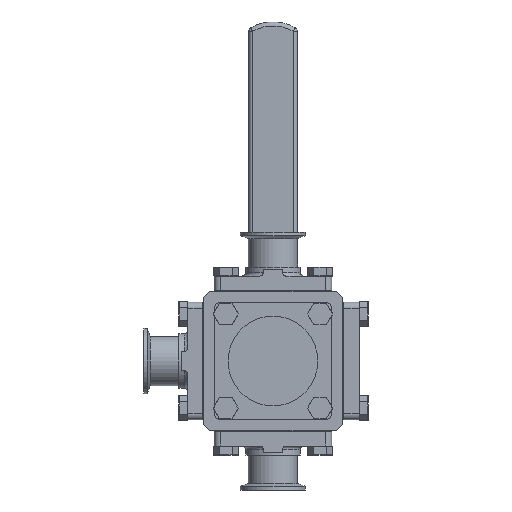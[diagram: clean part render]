
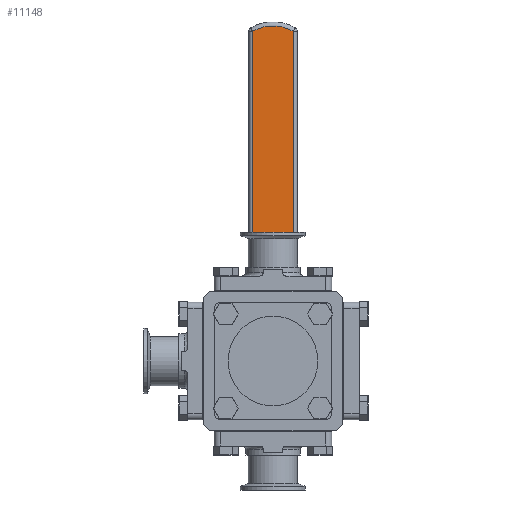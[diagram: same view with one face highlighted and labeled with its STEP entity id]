
A CAD part, front view. The second image highlights one B-rep face of the part: STEP entity #11148.
In plain terms, the highlighted planar face has unit normal (0, -1, 0).
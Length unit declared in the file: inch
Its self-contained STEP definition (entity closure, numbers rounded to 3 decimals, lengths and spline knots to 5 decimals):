
#777 = EDGE_CURVE ( 'NONE', #8617, #21510, #27482, .T. ) ;
#1957 = VECTOR ( 'NONE', #25400, 39.37008 ) ;
#2698 = DIRECTION ( 'NONE',  ( -1., 0., 0. ) ) ;
#3249 = ORIENTED_EDGE ( 'NONE', *, *, #777, .T. ) ;
#3727 = CARTESIAN_POINT ( 'NONE',  ( 0.61726, 5.605, 3.51446 ) ) ;
#3803 = ORIENTED_EDGE ( 'NONE', *, *, #7799, .T. ) ;
#3895 = ORIENTED_EDGE ( 'NONE', *, *, #4928, .T. ) ;
#4020 = ORIENTED_EDGE ( 'NONE', *, *, #13781, .F. ) ;
#4928 = EDGE_CURVE ( 'NONE', #24036, #17630, #19339, .T. ) ;
#6988 = CARTESIAN_POINT ( 'NONE',  ( -0.74226, 5.605, 3.51446 ) ) ;
#7468 = CARTESIAN_POINT ( 'NONE',  ( -0.61726, 5.605, 10.05902 ) ) ;
#7799 = EDGE_CURVE ( 'NONE', #17630, #8617, #8706, .T. ) ;
#8617 = VERTEX_POINT ( 'NONE', #7468 ) ;
#8706 = CIRCLE ( 'NONE', #27279, 1.2275 ) ;
#9656 = LINE ( 'NONE', #6988, #18935 ) ;
#11148 = ADVANCED_FACE ( 'NONE', ( #15776 ), #20414, .F. ) ;
#11569 = DIRECTION ( 'NONE',  ( -1., 0., 0. ) ) ;
#11951 = VECTOR ( 'NONE', #21751, 39.37008 ) ;
#12960 = CARTESIAN_POINT ( 'NONE',  ( 0.61726, 5.605, 10.05902 ) ) ;
#13781 = EDGE_CURVE ( 'NONE', #24036, #21510, #9656, .T. ) ;
#15776 = FACE_OUTER_BOUND ( 'NONE', #26446, .T. ) ;
#16424 = CARTESIAN_POINT ( 'NONE',  ( -0.61726, 5.605, 3.51446 ) ) ;
#17630 = VERTEX_POINT ( 'NONE', #12960 ) ;
#17743 = AXIS2_PLACEMENT_3D ( 'NONE', #18630, #18769, #19071 ) ;
#18630 = CARTESIAN_POINT ( 'NONE',  ( 0., 5.605, 8.99801 ) ) ;
#18769 = DIRECTION ( 'NONE',  ( 0., 1., 0. ) ) ;
#18935 = VECTOR ( 'NONE', #11569, 39.37008 ) ;
#19071 = DIRECTION ( 'NONE',  ( -1., 0., 0. ) ) ;
#19339 = LINE ( 'NONE', #26204, #11951 ) ;
#20414 = PLANE ( 'NONE',  #17743 ) ;
#21510 = VERTEX_POINT ( 'NONE', #28801 ) ;
#21751 = DIRECTION ( 'NONE',  ( 0., 0., 1. ) ) ;
#23421 = DIRECTION ( 'NONE',  ( 0., -1., 0. ) ) ;
#24036 = VERTEX_POINT ( 'NONE', #3727 ) ;
#25096 = CARTESIAN_POINT ( 'NONE',  ( 0., 5.605, 8.99801 ) ) ;
#25400 = DIRECTION ( 'NONE',  ( 0., 0., -1. ) ) ;
#26204 = CARTESIAN_POINT ( 'NONE',  ( 0.61726, 5.605, 10.12863 ) ) ;
#26446 = EDGE_LOOP ( 'NONE', ( #4020, #3895, #3803, #3249 ) ) ;
#27279 = AXIS2_PLACEMENT_3D ( 'NONE', #25096, #23421, #2698 ) ;
#27482 = LINE ( 'NONE', #16424, #1957 ) ;
#28801 = CARTESIAN_POINT ( 'NONE',  ( -0.61726, 5.605, 3.51446 ) ) ;
